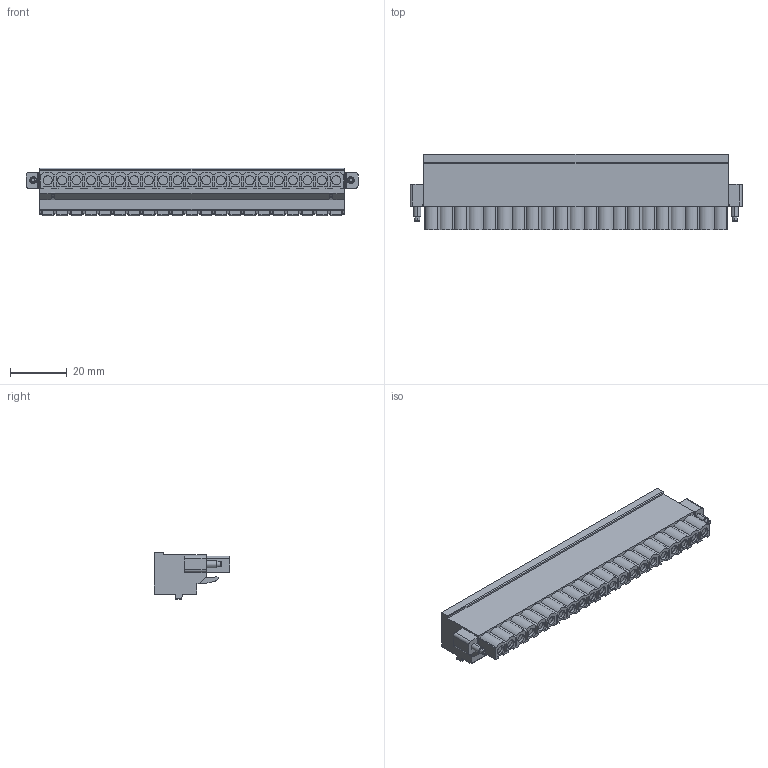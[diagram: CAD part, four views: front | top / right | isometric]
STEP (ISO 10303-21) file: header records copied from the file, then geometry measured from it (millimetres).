
FILE_DESCRIPTION((''),'2;1');
FILE_NAME('3333','2024-09-27T13:35:57',('tluser'),(''),'CREO PARAMETRIC BY PTC INC, 2018100','CREO PARAMETRIC BY PTC INC, 2018100','');
FILE_SCHEMA(('CONFIG_CONTROL_DESIGN'));
Length unit declared in the file: millimetre
Products named in the file (1): 3333
Bounding box: 116.84 x 26.6 x 16.71 mm (x, y, z)
Volume: 29977.9 mm3; surface area: 12353.6 mm2
Topology: 1 solids, 1 shells, 1226 faces, 3147 edges, 2094 vertices
Faces by surface type: plane 824, cylinder 394, cone 4, torus 4
Entity records: 37217 total; most frequent: CARTESIAN_POINT 6467, DIRECTION 6403, ORIENTED_EDGE 6294, EDGE_CURVE 3147, VECTOR 2343, LINE 2343, VERTEX_POINT 2094, AXIS2_PLACEMENT_3D 2030
